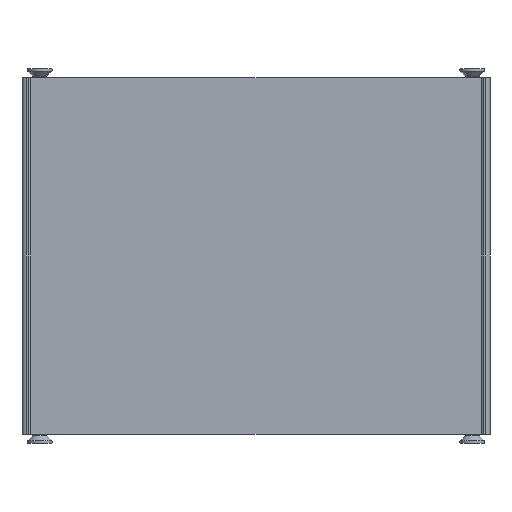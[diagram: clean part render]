
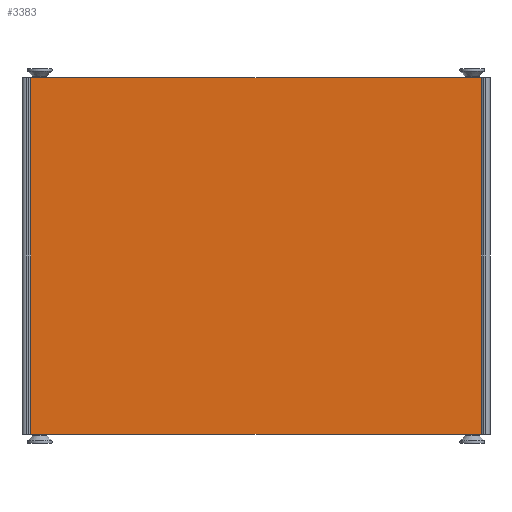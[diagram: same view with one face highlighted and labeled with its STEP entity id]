
A CAD part, front view. The second image highlights one B-rep face of the part: STEP entity #3383.
In plain terms, the highlighted planar face has unit normal (0, -1, 0).
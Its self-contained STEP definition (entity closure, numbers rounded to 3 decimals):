
#246=PLANE('',#3757);
#361=FACE_OUTER_BOUND('',#539,.T.);
#539=EDGE_LOOP('',(#2812,#2813,#2814,#2815));
#692=LINE('',#5026,#983);
#774=LINE('',#5264,#1065);
#856=LINE('',#5506,#1147);
#858=LINE('',#5509,#1149);
#983=VECTOR('',#4035,101.1);
#1065=VECTOR('',#4281,101.1);
#1147=VECTOR('',#4525,80.);
#1149=VECTOR('',#4529,80.);
#1475=VERTEX_POINT('',#5023);
#1476=VERTEX_POINT('',#5025);
#1549=VERTEX_POINT('',#5261);
#1550=VERTEX_POINT('',#5263);
#1816=EDGE_CURVE('',#1475,#1476,#692,.T.);
#1935=EDGE_CURVE('',#1549,#1550,#774,.T.);
#2060=EDGE_CURVE('',#1550,#1475,#856,.T.);
#2062=EDGE_CURVE('',#1476,#1549,#858,.T.);
#2812=ORIENTED_EDGE('',*,*,#2060,.F.);
#2813=ORIENTED_EDGE('',*,*,#1935,.F.);
#2814=ORIENTED_EDGE('',*,*,#2062,.F.);
#2815=ORIENTED_EDGE('',*,*,#1816,.F.);
#3383=ADVANCED_FACE('',(#361),#246,.F.);
#3757=AXIS2_PLACEMENT_3D('',#5508,#4527,#4528);
#4035=DIRECTION('',(1.,0.,0.));
#4281=DIRECTION('',(-1.,0.,0.));
#4525=DIRECTION('',(0.,0.,1.));
#4527=DIRECTION('center_axis',(0.,1.,0.));
#4528=DIRECTION('ref_axis',(0.,0.,1.));
#4529=DIRECTION('',(0.,0.,-1.));
#5023=CARTESIAN_POINT('',(-50.55,-14.5,40.));
#5025=CARTESIAN_POINT('',(50.55,-14.5,40.));
#5026=CARTESIAN_POINT('',(-50.55,-14.5,40.));
#5261=CARTESIAN_POINT('',(50.55,-14.5,-40.));
#5263=CARTESIAN_POINT('',(-50.55,-14.5,-40.));
#5264=CARTESIAN_POINT('',(50.55,-14.5,-40.));
#5506=CARTESIAN_POINT('',(-50.55,-14.5,-40.));
#5508=CARTESIAN_POINT('Origin',(-50.75,-14.5,40.));
#5509=CARTESIAN_POINT('',(50.55,-14.5,40.));
